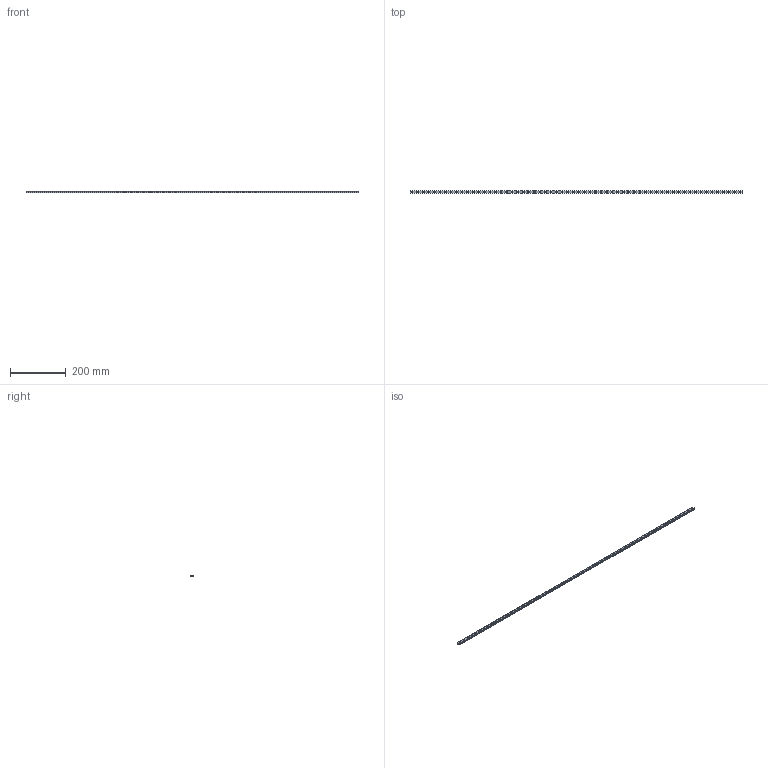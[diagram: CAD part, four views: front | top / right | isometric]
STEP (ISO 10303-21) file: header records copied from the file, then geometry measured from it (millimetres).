
FILE_DESCRIPTION (( 'STEP AP214' ), '1' );
FILE_NAME ('MGNR9R1195CM-Rail.STEP', '2022-04-10T22:37:53', ( '' ), ( '' ), 'SwSTEP 2.0', 'SolidWorks 2021', '' );
FILE_SCHEMA (( 'AUTOMOTIVE_DESIGN' ));
Length unit declared in the file: millimetre
Products named in the file (1): MGNR9R1195CM-Rail
Bounding box: 1195 x 9 x 6.5 mm (x, y, z)
Volume: 58347.9 mm3; surface area: 44479.2 mm2
Topology: 1 solids, 1 shells, 336 faces, 1002 edges, 668 vertices
Faces by surface type: cylinder 257, plane 79
Entity records: 12554 total; most frequent: CARTESIAN_POINT 2787, DIRECTION 2190, ORIENTED_EDGE 2004, EDGE_CURVE 1002, AXIS2_PLACEMENT_3D 911, VERTEX_POINT 668, CIRCLE 574, EDGE_LOOP 456
